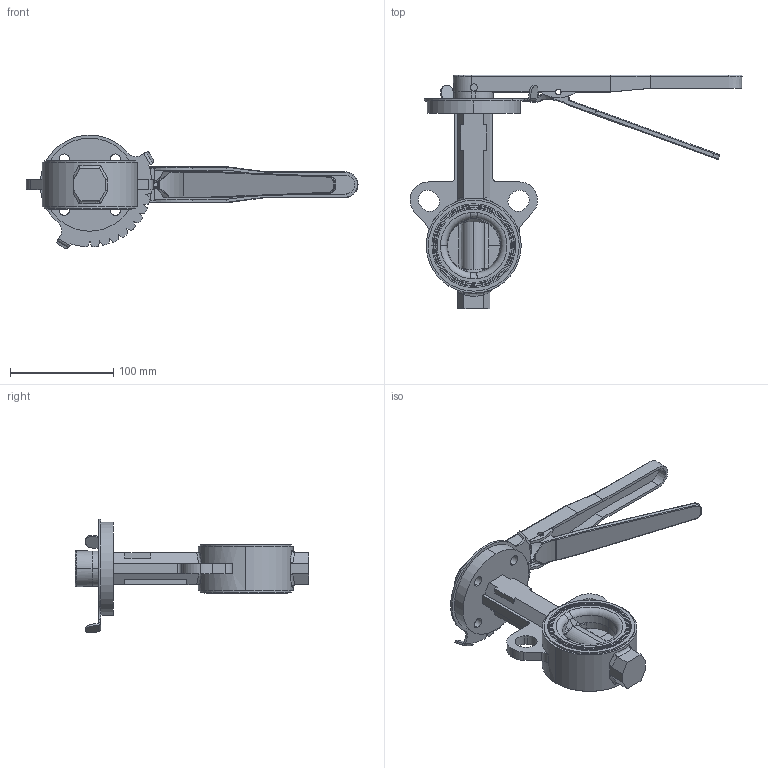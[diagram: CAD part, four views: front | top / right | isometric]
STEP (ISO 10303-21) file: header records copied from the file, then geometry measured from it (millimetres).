
FILE_DESCRIPTION (( 'STEP AP214' ), '1' );
FILE_NAME ('NS-0200-WAFER-HANDLE.step', '2019-03-07T20:46:49', ( '' ), ( '' ), 'SwSTEP 2.0', 'SolidWorks 2019', '' );
FILE_SCHEMA (( 'AUTOMOTIVE_DESIGN' ));
Length unit declared in the file: inch
Products named in the file (1): NS-0200-WAFER-HANDLE
Bounding box: 321.16 x 225.96 x 110.01 mm (x, y, z)
Surface area: 128375.8 mm2 (no closed solid volume)
Topology: 0 solids, 26 shells, 446 faces, 1664 edges, 1216 vertices
Faces by surface type: plane 155, cylinder 152, bspline 69, torus 43, cone 25, sphere 2
Entity records: 31641 total; most frequent: CARTESIAN_POINT 12781, ORIENTED_EDGE 2717, DIRECTION 2394, EDGE_CURVE 1659, VERTEX_POINT 1215, AXIS2_PLACEMENT_3D 847, LINE 700, VECTOR 700
